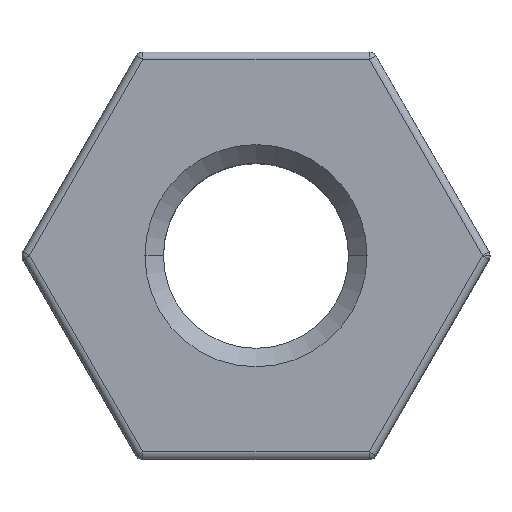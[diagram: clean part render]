
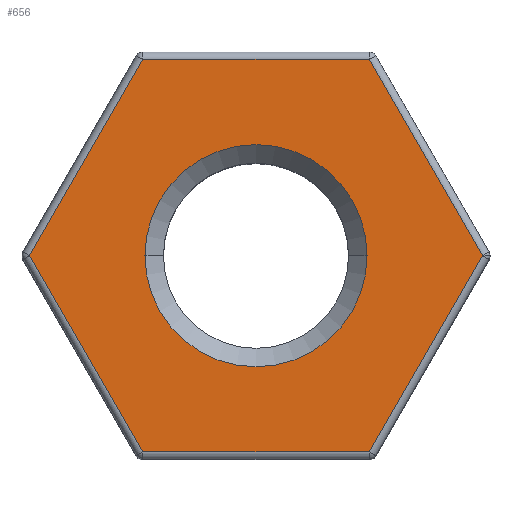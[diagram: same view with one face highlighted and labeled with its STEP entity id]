
A CAD part, top view. The second image highlights one B-rep face of the part: STEP entity #656.
In plain terms, the highlighted planar face has unit normal (0, 0, 1).
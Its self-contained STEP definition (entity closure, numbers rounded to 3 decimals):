
#12 = AXIS2_PLACEMENT_3D ( 'NONE', #770, #679, #592 ) ;
#29 = CARTESIAN_POINT ( 'NONE',  ( -1.53, -2.65, 5. ) ) ;
#30 = VECTOR ( 'NONE', #591, 1000. ) ;
#47 = CARTESIAN_POINT ( 'NONE',  ( -3.089, -0.05, 5. ) ) ;
#53 = CARTESIAN_POINT ( 'NONE',  ( -1.501, -2.7, 5. ) ) ;
#78 = CARTESIAN_POINT ( 'NONE',  ( 1.501, 2.7, 5. ) ) ;
#93 = ORIENTED_EDGE ( 'NONE', *, *, #1151, .T. ) ;
#104 = CARTESIAN_POINT ( 'NONE',  ( -1.5, 0., 5. ) ) ;
#111 = FACE_OUTER_BOUND ( 'NONE', #744, .T. ) ;
#117 = VERTEX_POINT ( 'NONE', #263 ) ;
#129 = VERTEX_POINT ( 'NONE', #861 ) ;
#159 = VERTEX_POINT ( 'NONE', #29 ) ;
#169 = DIRECTION ( 'NONE',  ( 0.5, -0.866, 0. ) ) ;
#193 = VERTEX_POINT ( 'NONE', #944 ) ;
#204 = AXIS2_PLACEMENT_3D ( 'NONE', #887, #362, #985 ) ;
#211 = DIRECTION ( 'NONE',  ( 0.5, 0.866, 0. ) ) ;
#244 = ORIENTED_EDGE ( 'NONE', *, *, #992, .T. ) ;
#248 = AXIS2_PLACEMENT_3D ( 'NONE', #1163, #616, #1242 ) ;
#263 = CARTESIAN_POINT ( 'NONE',  ( 1.5, 0., 5. ) ) ;
#279 = ORIENTED_EDGE ( 'NONE', *, *, #1035, .T. ) ;
#290 = VECTOR ( 'NONE', #796, 1000. ) ;
#332 = VERTEX_POINT ( 'NONE', #601 ) ;
#356 = LINE ( 'NONE', #47, #30 ) ;
#362 = DIRECTION ( 'NONE',  ( 0., 0., -1. ) ) ;
#471 = VECTOR ( 'NONE', #764, 1000. ) ;
#522 = FACE_BOUND ( 'NONE', #1216, .T. ) ;
#566 = ORIENTED_EDGE ( 'NONE', *, *, #974, .T. ) ;
#591 = DIRECTION ( 'NONE',  ( -0.5, -0.866, 0. ) ) ;
#592 = DIRECTION ( 'NONE',  ( 1., 0., 0. ) ) ;
#593 = VECTOR ( 'NONE', #868, 1000. ) ;
#601 = CARTESIAN_POINT ( 'NONE',  ( -3.06, 0., 5. ) ) ;
#608 = CARTESIAN_POINT ( 'NONE',  ( 3.06, 0., 5. ) ) ;
#616 = DIRECTION ( 'NONE',  ( 0., 0., -1. ) ) ;
#619 = LINE ( 'NONE', #78, #593 ) ;
#644 = CIRCLE ( 'NONE', #248, 1.5 ) ;
#649 = ORIENTED_EDGE ( 'NONE', *, *, #1159, .T. ) ;
#656 = ADVANCED_FACE ( 'NONE', ( #111, #522 ), #929, .T. ) ;
#672 = CARTESIAN_POINT ( 'NONE',  ( -1.588, 2.65, 5. ) ) ;
#679 = DIRECTION ( 'NONE',  ( 0., 0., 1. ) ) ;
#687 = LINE ( 'NONE', #53, #813 ) ;
#714 = CARTESIAN_POINT ( 'NONE',  ( 1.588, -2.65, 5. ) ) ;
#744 = EDGE_LOOP ( 'NONE', ( #93, #649, #1132, #953, #244, #1240 ) ) ;
#764 = DIRECTION ( 'NONE',  ( -1., 0., 0. ) ) ;
#769 = CARTESIAN_POINT ( 'NONE',  ( -1.53, 2.65, 5. ) ) ;
#770 = CARTESIAN_POINT ( 'NONE',  ( 3.175, 0., 5. ) ) ;
#796 = DIRECTION ( 'NONE',  ( 1., 0., 0. ) ) ;
#803 = VERTEX_POINT ( 'NONE', #608 ) ;
#813 = VECTOR ( 'NONE', #169, 1000. ) ;
#824 = LINE ( 'NONE', #956, #1001 ) ;
#852 = VERTEX_POINT ( 'NONE', #104 ) ;
#861 = CARTESIAN_POINT ( 'NONE',  ( 1.53, -2.65, 5. ) ) ;
#868 = DIRECTION ( 'NONE',  ( -0.5, 0.866, 0. ) ) ;
#887 = CARTESIAN_POINT ( 'NONE',  ( 0., 0., 5. ) ) ;
#929 = PLANE ( 'NONE',  #12 ) ;
#944 = CARTESIAN_POINT ( 'NONE',  ( 1.53, 2.65, 5. ) ) ;
#953 = ORIENTED_EDGE ( 'NONE', *, *, #987, .T. ) ;
#956 = CARTESIAN_POINT ( 'NONE',  ( 3.089, 0.05, 5. ) ) ;
#974 = EDGE_CURVE ( 'NONE', #852, #117, #644, .T. ) ;
#980 = EDGE_CURVE ( 'NONE', #803, #193, #619, .T. ) ;
#985 = DIRECTION ( 'NONE',  ( 1., 0., 0. ) ) ;
#987 = EDGE_CURVE ( 'NONE', #159, #129, #1031, .T. ) ;
#992 = EDGE_CURVE ( 'NONE', #129, #803, #824, .T. ) ;
#1001 = VECTOR ( 'NONE', #211, 1000. ) ;
#1031 = LINE ( 'NONE', #714, #290 ) ;
#1035 = EDGE_CURVE ( 'NONE', #117, #852, #1146, .T. ) ;
#1132 = ORIENTED_EDGE ( 'NONE', *, *, #1162, .T. ) ;
#1146 = CIRCLE ( 'NONE', #204, 1.5 ) ;
#1151 = EDGE_CURVE ( 'NONE', #193, #1169, #1177, .T. ) ;
#1159 = EDGE_CURVE ( 'NONE', #1169, #332, #356, .T. ) ;
#1162 = EDGE_CURVE ( 'NONE', #332, #159, #687, .T. ) ;
#1163 = CARTESIAN_POINT ( 'NONE',  ( 0., 0., 5. ) ) ;
#1169 = VERTEX_POINT ( 'NONE', #769 ) ;
#1177 = LINE ( 'NONE', #672, #471 ) ;
#1216 = EDGE_LOOP ( 'NONE', ( #279, #566 ) ) ;
#1240 = ORIENTED_EDGE ( 'NONE', *, *, #980, .T. ) ;
#1242 = DIRECTION ( 'NONE',  ( 1., 0., 0. ) ) ;
